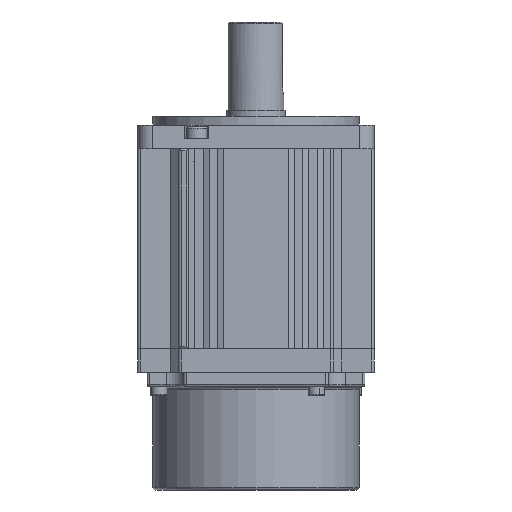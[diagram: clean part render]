
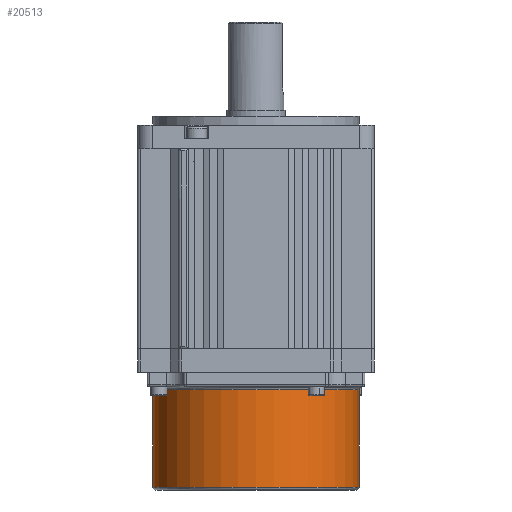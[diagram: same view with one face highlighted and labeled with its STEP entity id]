
A CAD part, front view. The second image highlights one B-rep face of the part: STEP entity #20513.
In plain terms, the highlighted cylindrical face has radius 35 mm (diameter 70 mm), a partial arc.
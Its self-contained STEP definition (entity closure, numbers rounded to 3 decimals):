
#310 = AXIS2_PLACEMENT_3D ( 'NONE', #13261, #4785, #16716 ) ;
#378 = EDGE_CURVE ( 'NONE', #13096, #19194, #6555, .T. ) ;
#862 = FACE_OUTER_BOUND ( 'NONE', #1347, .T. ) ;
#965 = CARTESIAN_POINT ( 'NONE',  ( -40.062, -240.979, -373.493 ) ) ;
#1347 = EDGE_LOOP ( 'NONE', ( #19846, #3538, #6076, #15197 ) ) ;
#1952 = CARTESIAN_POINT ( 'NONE',  ( -5.062, -240.979, -373.493 ) ) ;
#3538 = ORIENTED_EDGE ( 'NONE', *, *, #378, .T. ) ;
#4090 = CARTESIAN_POINT ( 'NONE',  ( -75.062, -240.979, -373.493 ) ) ;
#4106 = EDGE_CURVE ( 'NONE', #13096, #19014, #5769, .T. ) ;
#4214 = CYLINDRICAL_SURFACE ( 'NONE', #13718, 35. ) ;
#4785 = DIRECTION ( 'NONE',  ( 0., 0., -1. ) ) ;
#5769 = LINE ( 'NONE', #4090, #9584 ) ;
#6076 = ORIENTED_EDGE ( 'NONE', *, *, #10879, .T. ) ;
#6555 = CIRCLE ( 'NONE', #17592, 35. ) ;
#8702 = VECTOR ( 'NONE', #15569, 1000. ) ;
#8838 = CIRCLE ( 'NONE', #310, 35. ) ;
#9584 = VECTOR ( 'NONE', #19496, 1000. ) ;
#10436 = LINE ( 'NONE', #1952, #8702 ) ;
#10879 = EDGE_CURVE ( 'NONE', #19194, #12236, #10436, .T. ) ;
#11169 = CARTESIAN_POINT ( 'NONE',  ( -5.062, -240.979, -372.493 ) ) ;
#11801 = CARTESIAN_POINT ( 'NONE',  ( -40.062, -240.979, -372.493 ) ) ;
#12236 = VERTEX_POINT ( 'NONE', #20248 ) ;
#13096 = VERTEX_POINT ( 'NONE', #13421 ) ;
#13261 = CARTESIAN_POINT ( 'NONE',  ( -40.062, -240.979, -339.493 ) ) ;
#13421 = CARTESIAN_POINT ( 'NONE',  ( -75.062, -240.979, -372.493 ) ) ;
#13718 = AXIS2_PLACEMENT_3D ( 'NONE', #965, #21308, #16253 ) ;
#15043 = DIRECTION ( 'NONE',  ( -1., 0., 0. ) ) ;
#15197 = ORIENTED_EDGE ( 'NONE', *, *, #15275, .T. ) ;
#15275 = EDGE_CURVE ( 'NONE', #12236, #19014, #8838, .T. ) ;
#15569 = DIRECTION ( 'NONE',  ( 0., 0., 1. ) ) ;
#16253 = DIRECTION ( 'NONE',  ( 1., 0., 0. ) ) ;
#16716 = DIRECTION ( 'NONE',  ( -1., 0., 0. ) ) ;
#16832 = DIRECTION ( 'NONE',  ( 0., 0., 1. ) ) ;
#16986 = CARTESIAN_POINT ( 'NONE',  ( -75.062, -240.979, -339.493 ) ) ;
#17592 = AXIS2_PLACEMENT_3D ( 'NONE', #11801, #16832, #15043 ) ;
#19014 = VERTEX_POINT ( 'NONE', #16986 ) ;
#19194 = VERTEX_POINT ( 'NONE', #11169 ) ;
#19496 = DIRECTION ( 'NONE',  ( 0., 0., 1. ) ) ;
#19846 = ORIENTED_EDGE ( 'NONE', *, *, #4106, .F. ) ;
#20248 = CARTESIAN_POINT ( 'NONE',  ( -5.062, -240.979, -339.493 ) ) ;
#20513 = ADVANCED_FACE ( 'NONE', ( #862 ), #4214, .T. ) ;
#21308 = DIRECTION ( 'NONE',  ( 0., 0., 1. ) ) ;
